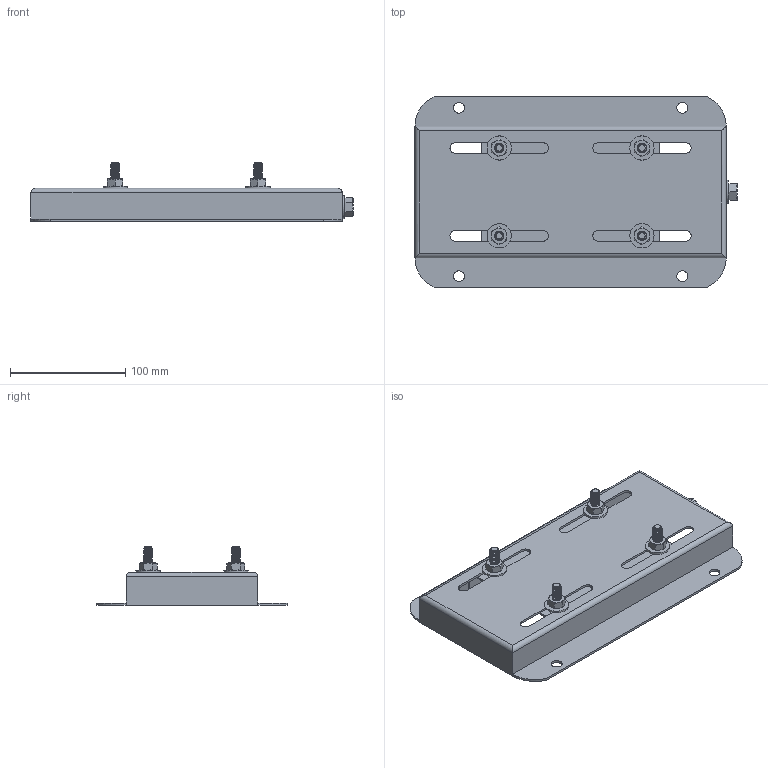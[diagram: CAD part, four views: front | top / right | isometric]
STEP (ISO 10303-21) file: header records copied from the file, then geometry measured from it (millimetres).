
FILE_DESCRIPTION(/* description */ (''),/* implementation_level */ '2;1');
FILE_NAME(/* name */ 'Motor Mount Plate.step',/* time_stamp */ '2020-05-25T23:14:49-04:00',/* author */ (''),/* organization */ (''),/* preprocessor_version */ 'ST-DEVELOPER v18.1',/* originating_system */ 'Autodesk Translation Framework v9.3.0.1241',/* authorisation */ '');
FILE_SCHEMA (('AUTOMOTIVE_DESIGN { 1 0 10303 214 3 1 1 }'));
Length unit declared in the file: millimetre
Products named in the file (2): (Unsaved); 62035K21
Assembly tree (1 placements, depth 2):
  (Unsaved)
    62035K21
Bounding box: 279.27 x 165.1 x 50.8 mm (x, y, z)
Volume: 183474.4 mm3; surface area: 187594.6 mm2
Topology: 1 solids, 2 shells, 326 faces, 835 edges, 523 vertices
Faces by surface type: cylinder 137, plane 96, cone 77, bspline 16
Full cylindrical faces by diameter (mm): 6.104 x36, 7.937 x8, 7.938 x24, 9.525 x7, 19.05 x4, 20.003 x2, 20.955 x4
Entity records: 25333 total; most frequent: CARTESIAN_POINT 18139, ORIENTED_EDGE 1670, DIRECTION 1276, EDGE_CURVE 835, VERTEX_POINT 523, AXIS2_PLACEMENT_3D 508, EDGE_LOOP 372, FACE_OUTER_BOUND 326
